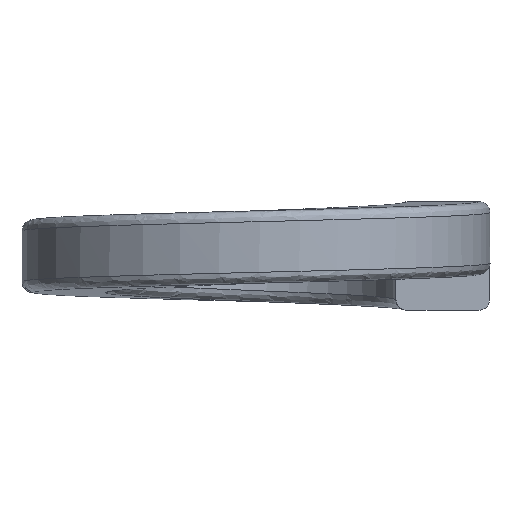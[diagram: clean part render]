
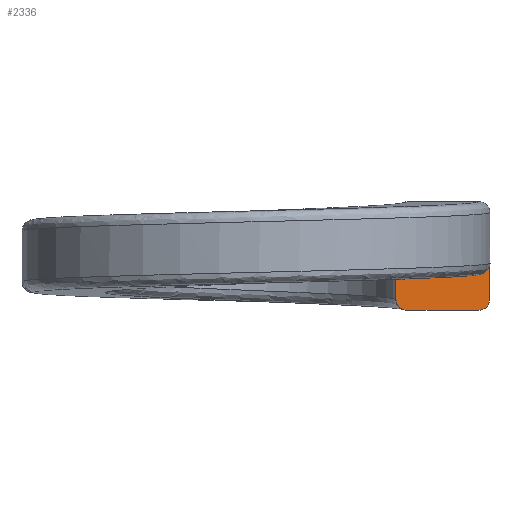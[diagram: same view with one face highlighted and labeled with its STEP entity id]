
A CAD part, left-side view. The second image highlights one B-rep face of the part: STEP entity #2336.
In plain terms, the highlighted planar face has unit normal (-0.998, -0.062, 0).
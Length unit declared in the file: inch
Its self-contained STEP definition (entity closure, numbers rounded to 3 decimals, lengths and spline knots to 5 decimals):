
#918=CARTESIAN_POINT('',(0.01626,-0.26099,
0.08777));
#919=CARTESIAN_POINT('',(0.01626,-0.26099,
0.086));
#920=CARTESIAN_POINT('',(0.01628,-0.26143,
0.08258));
#921=CARTESIAN_POINT('',(0.01641,-0.26352,
0.07747));
#922=CARTESIAN_POINT('',(0.01662,-0.26676,
0.07327));
#923=CARTESIAN_POINT('',(0.01688,-0.27095,
0.07002));
#924=CARTESIAN_POINT('',(0.01719,-0.27603,
0.06793));
#925=CARTESIAN_POINT('',(0.01741,-0.27944,
0.0675));
#926=CARTESIAN_POINT('',(0.01752,-0.2812,
0.0675));
#928=DIRECTION('',(0.,0.,-1.));
#929=VECTOR('',#928,0.09447);
#930=CARTESIAN_POINT('',(0.01626,-0.26099,
0.18223));
#931=LINE('',#930,#929);
#932=CARTESIAN_POINT('',(0.01752,-0.2812,0.2025));
#933=CARTESIAN_POINT('',(0.01741,-0.27945,0.2025));
#934=CARTESIAN_POINT('',(0.01719,-0.27604,
0.20207));
#935=CARTESIAN_POINT('',(0.01688,-0.27094,
0.19997));
#936=CARTESIAN_POINT('',(0.01662,-0.26675,
0.19672));
#937=CARTESIAN_POINT('',(0.01641,-0.26351,
0.19252));
#938=CARTESIAN_POINT('',(0.01628,-0.26143,
0.18742));
#939=CARTESIAN_POINT('',(0.01626,-0.26099,
0.184));
#940=CARTESIAN_POINT('',(0.01626,-0.26099,
0.18223));
#942=DIRECTION('',(-0.062,0.998,0.));
#943=VECTOR('',#942,0.1345);
#944=CARTESIAN_POINT('',(0.02588,-0.41544,0.2025));
#945=LINE('',#944,#943);
#946=CARTESIAN_POINT('',(0.02714,-0.43566,
0.18224));
#947=CARTESIAN_POINT('',(0.02714,-0.43566,
0.18401));
#948=CARTESIAN_POINT('',(0.02711,-0.43522,
0.18743));
#949=CARTESIAN_POINT('',(0.02698,-0.43313,
0.19253));
#950=CARTESIAN_POINT('',(0.02678,-0.42989,
0.19673));
#951=CARTESIAN_POINT('',(0.02652,-0.4257,
0.19998));
#952=CARTESIAN_POINT('',(0.0262,-0.42062,
0.20207));
#953=CARTESIAN_POINT('',(0.02599,-0.4172,0.2025));
#954=CARTESIAN_POINT('',(0.02588,-0.41544,0.2025));
#956=DIRECTION('',(0.,0.,1.));
#957=VECTOR('',#956,0.09449);
#958=CARTESIAN_POINT('',(0.02714,-0.43566,
0.08776));
#959=LINE('',#958,#957);
#960=CARTESIAN_POINT('',(0.02588,-0.41544,0.0675));
#961=CARTESIAN_POINT('',(0.02599,-0.4172,
0.0675));
#962=CARTESIAN_POINT('',(0.0262,-0.42061,
0.06793));
#963=CARTESIAN_POINT('',(0.02652,-0.42571,
0.07003));
#964=CARTESIAN_POINT('',(0.02678,-0.4299,
0.07328));
#965=CARTESIAN_POINT('',(0.02698,-0.43314,
0.07748));
#966=CARTESIAN_POINT('',(0.02711,-0.43522,
0.08257));
#967=CARTESIAN_POINT('',(0.02714,-0.43566,
0.08599));
#968=CARTESIAN_POINT('',(0.02714,-0.43566,
0.08776));
#970=DIRECTION('',(0.062,-0.998,0.));
#971=VECTOR('',#970,0.1345);
#972=CARTESIAN_POINT('',(0.01752,-0.2812,
0.0675));
#973=LINE('',#972,#971);
#993=VERTEX_POINT('',#918);
#994=VERTEX_POINT('',#926);
#999=VERTEX_POINT('',#932);
#1000=VERTEX_POINT('',#940);
#1005=VERTEX_POINT('',#960);
#1006=VERTEX_POINT('',#968);
#1011=VERTEX_POINT('',#946);
#1012=VERTEX_POINT('',#954);
#2318=CARTESIAN_POINT('',(0.02714,-0.43566,0.0675));
#2319=DIRECTION('',(-0.998,-0.062,0.));
#2320=DIRECTION('',(-0.062,0.998,0.));
#2321=AXIS2_PLACEMENT_3D('',#2318,#2319,#2320);
#2322=PLANE('',#2321);
#2323=ORIENTED_EDGE('',*,*,#2310,.F.);
#2324=ORIENTED_EDGE('',*,*,#1255,.F.);
#2326=ORIENTED_EDGE('',*,*,#2325,.F.);
#2327=ORIENTED_EDGE('',*,*,#1559,.F.);
#2329=ORIENTED_EDGE('',*,*,#2328,.F.);
#2330=ORIENTED_EDGE('',*,*,#1797,.F.);
#2332=ORIENTED_EDGE('',*,*,#2331,.F.);
#2333=ORIENTED_EDGE('',*,*,#2104,.F.);
#2334=EDGE_LOOP('',(#2323,#2324,#2326,#2327,#2329,#2330,#2332,#2333));
#2335=FACE_OUTER_BOUND('',#2334,.F.);
#927=B_SPLINE_CURVE_WITH_KNOTS('',3,(#918,#919,#920,#921,#922,#923,#924,#925,
#926),.UNSPECIFIED.,.F.,.F.,(4,1,1,1,1,1,4),(0.,0.16667,
0.33333,0.5,0.66667,0.83333,1.),
.UNSPECIFIED.);
#941=B_SPLINE_CURVE_WITH_KNOTS('',3,(#932,#933,#934,#935,#936,#937,#938,#939,
#940),.UNSPECIFIED.,.F.,.F.,(4,1,1,1,1,1,4),(0.,0.16667,
0.33333,0.5,0.66667,0.83333,1.),
.UNSPECIFIED.);
#955=B_SPLINE_CURVE_WITH_KNOTS('',3,(#946,#947,#948,#949,#950,#951,#952,#953,
#954),.UNSPECIFIED.,.F.,.F.,(4,1,1,1,1,1,4),(0.,0.16667,
0.33333,0.5,0.66667,0.83333,1.),
.UNSPECIFIED.);
#969=B_SPLINE_CURVE_WITH_KNOTS('',3,(#960,#961,#962,#963,#964,#965,#966,#967,
#968),.UNSPECIFIED.,.F.,.F.,(4,1,1,1,1,1,4),(0.,0.16667,
0.33333,0.5,0.66667,0.83333,1.),
.UNSPECIFIED.);
#1255=EDGE_CURVE('',#1000,#993,#931,.T.);
#1559=EDGE_CURVE('',#1012,#999,#945,.T.);
#1797=EDGE_CURVE('',#1006,#1011,#959,.T.);
#2104=EDGE_CURVE('',#994,#1005,#973,.T.);
#2310=EDGE_CURVE('',#993,#994,#927,.T.);
#2325=EDGE_CURVE('',#999,#1000,#941,.T.);
#2328=EDGE_CURVE('',#1011,#1012,#955,.T.);
#2331=EDGE_CURVE('',#1005,#1006,#969,.T.);
#2336=ADVANCED_FACE('',(#2335),#2322,.T.);
